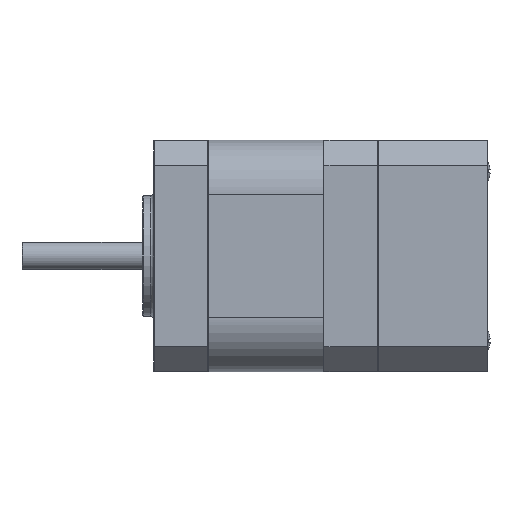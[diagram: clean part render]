
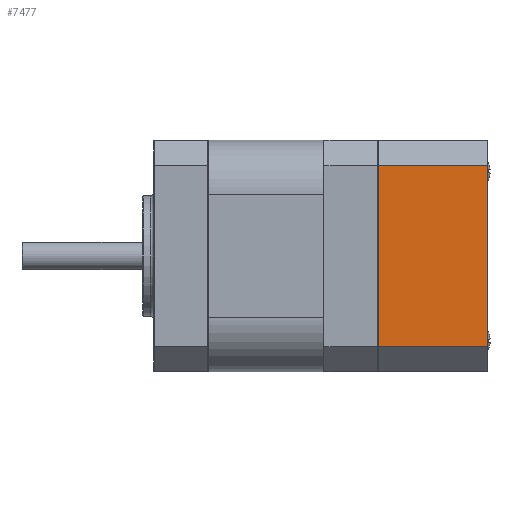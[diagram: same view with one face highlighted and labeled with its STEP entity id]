
A CAD part, front view. The second image highlights one B-rep face of the part: STEP entity #7477.
In plain terms, the highlighted planar face has unit normal (0, -1, 0).
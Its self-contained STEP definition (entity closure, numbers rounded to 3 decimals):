
#520 = CARTESIAN_POINT ( 'NONE',  ( 29.9, -21.15, 16.45 ) ) ;
#577 = ORIENTED_EDGE ( 'NONE', *, *, #6730, .T. ) ;
#965 = DIRECTION ( 'NONE',  ( -1., 0., 0. ) ) ;
#1147 = DIRECTION ( 'NONE',  ( 0., 1., 0. ) ) ;
#1688 = VECTOR ( 'NONE', #6209, 1000. ) ;
#1909 = AXIS2_PLACEMENT_3D ( 'NONE', #6891, #1147, #7684 ) ;
#2447 = ORIENTED_EDGE ( 'NONE', *, *, #4921, .T. ) ;
#2649 = CARTESIAN_POINT ( 'NONE',  ( 10., -21.15, -16.45 ) ) ;
#2659 = CARTESIAN_POINT ( 'NONE',  ( 10., -21.15, 16.45 ) ) ;
#2851 = CARTESIAN_POINT ( 'NONE',  ( 10., -21.15, 16.45 ) ) ;
#3770 = ORIENTED_EDGE ( 'NONE', *, *, #6988, .F. ) ;
#4291 = VECTOR ( 'NONE', #965, 1000. ) ;
#4892 = LINE ( 'NONE', #9595, #6776 ) ;
#4921 = EDGE_CURVE ( 'NONE', #5006, #5233, #5028, .T. ) ;
#5006 = VERTEX_POINT ( 'NONE', #520 ) ;
#5028 = LINE ( 'NONE', #8271, #4291 ) ;
#5233 = VERTEX_POINT ( 'NONE', #2659 ) ;
#5865 = VERTEX_POINT ( 'NONE', #6243 ) ;
#6209 = DIRECTION ( 'NONE',  ( -1., 0., 0. ) ) ;
#6243 = CARTESIAN_POINT ( 'NONE',  ( 29.9, -21.15, -16.45 ) ) ;
#6730 = EDGE_CURVE ( 'NONE', #5865, #5006, #4892, .T. ) ;
#6773 = ORIENTED_EDGE ( 'NONE', *, *, #8155, .T. ) ;
#6776 = VECTOR ( 'NONE', #9702, 1000. ) ;
#6891 = CARTESIAN_POINT ( 'NONE',  ( 30., -21.15, 16.45 ) ) ;
#6988 = EDGE_CURVE ( 'NONE', #5865, #8107, #8615, .T. ) ;
#7002 = DIRECTION ( 'NONE',  ( 0., 0., -1. ) ) ;
#7477 = ADVANCED_FACE ( 'NONE', ( #8498 ), #8603, .F. ) ;
#7684 = DIRECTION ( 'NONE',  ( 0., 0., 1. ) ) ;
#7872 = VECTOR ( 'NONE', #7002, 1000. ) ;
#8107 = VERTEX_POINT ( 'NONE', #2649 ) ;
#8155 = EDGE_CURVE ( 'NONE', #5233, #8107, #10168, .T. ) ;
#8271 = CARTESIAN_POINT ( 'NONE',  ( 30., -21.15, 16.45 ) ) ;
#8498 = FACE_OUTER_BOUND ( 'NONE', #10215, .T. ) ;
#8603 = PLANE ( 'NONE',  #1909 ) ;
#8615 = LINE ( 'NONE', #10280, #1688 ) ;
#9595 = CARTESIAN_POINT ( 'NONE',  ( 29.9, -21.15, 16.45 ) ) ;
#9702 = DIRECTION ( 'NONE',  ( 0., 0., 1. ) ) ;
#10168 = LINE ( 'NONE', #2851, #7872 ) ;
#10215 = EDGE_LOOP ( 'NONE', ( #3770, #577, #2447, #6773 ) ) ;
#10280 = CARTESIAN_POINT ( 'NONE',  ( 30., -21.15, -16.45 ) ) ;
